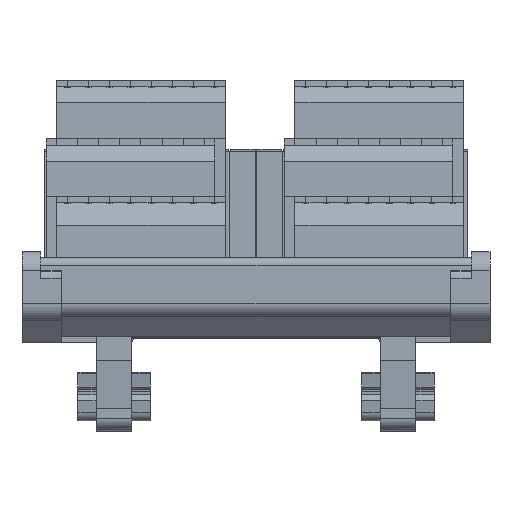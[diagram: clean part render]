
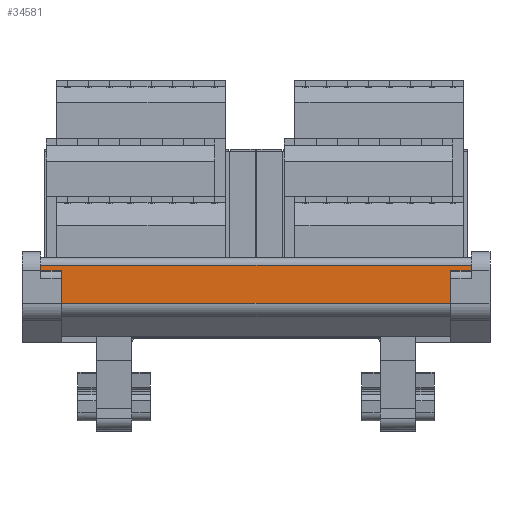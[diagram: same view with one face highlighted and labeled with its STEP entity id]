
A CAD part, front view. The second image highlights one B-rep face of the part: STEP entity #34581.
In plain terms, the highlighted planar face has unit normal (0, -1, 0).
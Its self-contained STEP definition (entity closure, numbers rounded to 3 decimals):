
#34531=AXIS2_PLACEMENT_3D('Plane Axis2P3D',#34528,#34529,#34530) ;
#16652=CARTESIAN_POINT('Vertex',(4.5,2.099,38.052)) ;
#16657=CARTESIAN_POINT('Line Origine',(4.5,2.099,39.127)) ;
#16661=CARTESIAN_POINT('Vertex',(4.5,2.099,40.202)) ;
#16761=CARTESIAN_POINT('Vertex',(108.5,2.099,38.052)) ;
#16807=CARTESIAN_POINT('Vertex',(108.5,2.099,40.202)) ;
#16810=CARTESIAN_POINT('Line Origine',(108.5,2.099,39.127)) ;
#34528=CARTESIAN_POINT('Axis2P3D Location',(113.,2.099,40.202)) ;
#34533=CARTESIAN_POINT('Line Origine',(56.5,2.099,40.202)) ;
#34538=CARTESIAN_POINT('Line Origine',(4.5,2.099,37.302)) ;
#34542=CARTESIAN_POINT('Vertex',(4.5,2.099,36.552)) ;
#34545=CARTESIAN_POINT('Line Origine',(4.5,2.099,33.763)) ;
#34549=CARTESIAN_POINT('Vertex',(4.5,2.099,30.973)) ;
#34552=CARTESIAN_POINT('Line Origine',(56.5,2.099,30.973)) ;
#34556=CARTESIAN_POINT('Vertex',(108.5,2.099,30.973)) ;
#34559=CARTESIAN_POINT('Line Origine',(108.5,2.099,33.763)) ;
#34563=CARTESIAN_POINT('Vertex',(108.5,2.099,36.552)) ;
#34566=CARTESIAN_POINT('Line Origine',(108.5,2.099,37.302)) ;
#16658=DIRECTION('Vector Direction',(0.,0.,-1.)) ;
#16811=DIRECTION('Vector Direction',(0.,0.,-1.)) ;
#34529=DIRECTION('Axis2P3D Direction',(0.,1.,0.)) ;
#34530=DIRECTION('Axis2P3D XDirection',(-1.,0.,0.)) ;
#34534=DIRECTION('Vector Direction',(-1.,0.,0.)) ;
#34539=DIRECTION('Vector Direction',(0.,0.,-1.)) ;
#34546=DIRECTION('Vector Direction',(0.,0.,-1.)) ;
#34553=DIRECTION('Vector Direction',(-1.,0.,0.)) ;
#34560=DIRECTION('Vector Direction',(0.,0.,-1.)) ;
#34567=DIRECTION('Vector Direction',(0.,0.,-1.)) ;
#16659=VECTOR('Line Direction',#16658,1.) ;
#16812=VECTOR('Line Direction',#16811,1.) ;
#34535=VECTOR('Line Direction',#34534,1.) ;
#34540=VECTOR('Line Direction',#34539,1.) ;
#34547=VECTOR('Line Direction',#34546,1.) ;
#34554=VECTOR('Line Direction',#34553,1.) ;
#34561=VECTOR('Line Direction',#34560,1.) ;
#34568=VECTOR('Line Direction',#34567,1.) ;
#34572=ORIENTED_EDGE('',*,*,#16814,.F.) ;
#34573=ORIENTED_EDGE('',*,*,#34537,.T.) ;
#34574=ORIENTED_EDGE('',*,*,#16663,.T.) ;
#34575=ORIENTED_EDGE('',*,*,#34544,.T.) ;
#34576=ORIENTED_EDGE('',*,*,#34551,.T.) ;
#34577=ORIENTED_EDGE('',*,*,#34558,.F.) ;
#34578=ORIENTED_EDGE('',*,*,#34565,.F.) ;
#34579=ORIENTED_EDGE('',*,*,#34570,.F.) ;
#34581=ADVANCED_FACE('Combine1',(#34580),#34532,.F.) ;
#16663=EDGE_CURVE('',#16662,#16653,#16660,.T.) ;
#16814=EDGE_CURVE('',#16808,#16762,#16813,.T.) ;
#34537=EDGE_CURVE('',#16808,#16662,#34536,.T.) ;
#34544=EDGE_CURVE('',#16653,#34543,#34541,.T.) ;
#34551=EDGE_CURVE('',#34543,#34550,#34548,.T.) ;
#34558=EDGE_CURVE('',#34557,#34550,#34555,.T.) ;
#34565=EDGE_CURVE('',#34564,#34557,#34562,.T.) ;
#34570=EDGE_CURVE('',#16762,#34564,#34569,.T.) ;
#34571=EDGE_LOOP('',(#34572,#34573,#34574,#34575,#34576,#34577,#34578,#34579)) ;
#34580=FACE_OUTER_BOUND('',#34571,.T.) ;
#16660=LINE('Line',#16657,#16659) ;
#16813=LINE('Line',#16810,#16812) ;
#34536=LINE('Line',#34533,#34535) ;
#34541=LINE('Line',#34538,#34540) ;
#34548=LINE('Line',#34545,#34547) ;
#34555=LINE('Line',#34552,#34554) ;
#34562=LINE('Line',#34559,#34561) ;
#34569=LINE('Line',#34566,#34568) ;
#34532=PLANE('',#34531) ;
#16653=VERTEX_POINT('',#16652) ;
#16662=VERTEX_POINT('',#16661) ;
#16762=VERTEX_POINT('',#16761) ;
#16808=VERTEX_POINT('',#16807) ;
#34543=VERTEX_POINT('',#34542) ;
#34550=VERTEX_POINT('',#34549) ;
#34557=VERTEX_POINT('',#34556) ;
#34564=VERTEX_POINT('',#34563) ;
